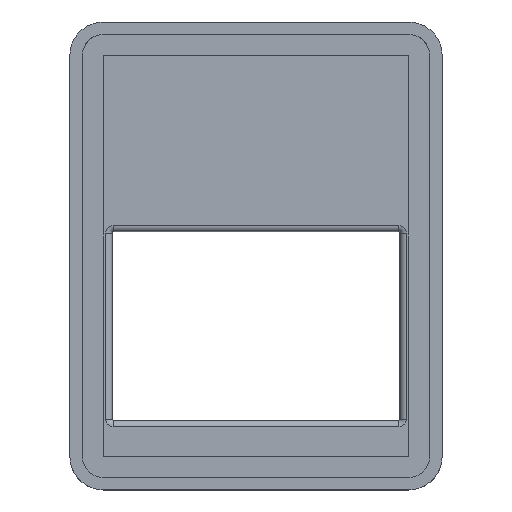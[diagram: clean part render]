
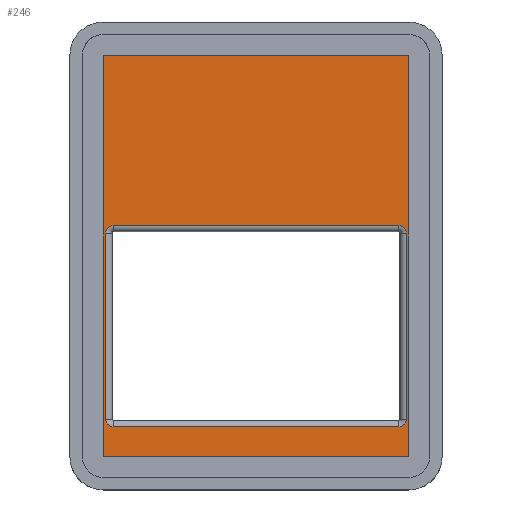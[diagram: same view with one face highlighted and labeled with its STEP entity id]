
A CAD part, top view. The second image highlights one B-rep face of the part: STEP entity #246.
In plain terms, the highlighted planar face has unit normal (0, 0, 1).
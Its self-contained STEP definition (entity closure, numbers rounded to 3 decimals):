
#246=ADVANCED_FACE('',(#1615,#1617),#1619,.T.);
#1615=FACE_BOUND('',#1616,.T.);
#1616=EDGE_LOOP('',(#3037,#3038,#3039,#3040));
#1617=FACE_BOUND('',#1618,.T.);
#1618=EDGE_LOOP('',(#3041,#3042,#3043,#3044,#3045,#3046,#3047,#3048));
#1619=PLANE('',#1620);
#1620=AXIS2_PLACEMENT_3D('',#1621,#1622,#1623);
#1621=CARTESIAN_POINT('',(0.,0.,1.5));
#1622=DIRECTION('',(0.,0.,1.));
#1623=DIRECTION('',(-1.,0.,0.));
#3037=ORIENTED_EDGE('',*,*,#3726,.T.);
#3038=ORIENTED_EDGE('',*,*,#3732,.T.);
#3039=ORIENTED_EDGE('',*,*,#3730,.T.);
#3040=ORIENTED_EDGE('',*,*,#3728,.T.);
#3041=ORIENTED_EDGE('',*,*,#3769,.T.);
#3042=ORIENTED_EDGE('',*,*,#3770,.T.);
#3043=ORIENTED_EDGE('',*,*,#3771,.T.);
#3044=ORIENTED_EDGE('',*,*,#3772,.T.);
#3045=ORIENTED_EDGE('',*,*,#3773,.T.);
#3046=ORIENTED_EDGE('',*,*,#3774,.T.);
#3047=ORIENTED_EDGE('',*,*,#3775,.T.);
#3048=ORIENTED_EDGE('',*,*,#3776,.T.);
#3726=EDGE_CURVE('',#4665,#4663,#4666,.T.);
#3728=EDGE_CURVE('',#4668,#4665,#4669,.T.);
#3730=EDGE_CURVE('',#4671,#4668,#4672,.T.);
#3732=EDGE_CURVE('',#4663,#4671,#4674,.T.);
#3769=EDGE_CURVE('',#4739,#4740,#4741,.T.);
#3770=EDGE_CURVE('',#4740,#4742,#4743,.F.);
#3771=EDGE_CURVE('',#4742,#4744,#4745,.T.);
#3772=EDGE_CURVE('',#4744,#4746,#4747,.F.);
#3773=EDGE_CURVE('',#4746,#4748,#4749,.T.);
#3774=EDGE_CURVE('',#4748,#4750,#4751,.F.);
#3775=EDGE_CURVE('',#4750,#4752,#4753,.T.);
#3776=EDGE_CURVE('',#4752,#4739,#4754,.F.);
#4663=VERTEX_POINT('',#6697);
#4665=VERTEX_POINT('',#6701);
#4666=LINE('',#6702,#6703);
#4668=VERTEX_POINT('',#6708);
#4669=LINE('',#6709,#6710);
#4671=VERTEX_POINT('',#6715);
#4672=LINE('',#6716,#6717);
#4674=LINE('',#6722,#6723);
#4739=VERTEX_POINT('',#6865);
#4740=VERTEX_POINT('',#6866);
#4741=CIRCLE('',#6867,0.6);
#4742=VERTEX_POINT('',#6871);
#4743=LINE('',#6872,#6873);
#4744=VERTEX_POINT('',#6875);
#4745=CIRCLE('',#6876,0.6);
#4746=VERTEX_POINT('',#6880);
#4747=LINE('',#6881,#6882);
#4748=VERTEX_POINT('',#6884);
#4749=CIRCLE('',#6885,0.6);
#4750=VERTEX_POINT('',#6889);
#4751=LINE('',#6890,#6891);
#4752=VERTEX_POINT('',#6893);
#4753=CIRCLE('',#6894,0.6);
#4754=LINE('',#6898,#6899);
#6697=CARTESIAN_POINT('',(-12.3,-16.15,1.5));
#6701=CARTESIAN_POINT('',(-12.3,16.15,1.5));
#6702=CARTESIAN_POINT('',(-12.3,16.15,1.5));
#6703=VECTOR('',#6704,1.);
#6704=DIRECTION('',(0.,-1.,0.));
#6708=CARTESIAN_POINT('',(12.3,16.15,1.5));
#6709=CARTESIAN_POINT('',(12.3,16.15,1.5));
#6710=VECTOR('',#6711,1.);
#6711=DIRECTION('',(-1.,0.,0.));
#6715=CARTESIAN_POINT('',(12.3,-16.15,1.5));
#6716=CARTESIAN_POINT('',(12.3,-16.15,1.5));
#6717=VECTOR('',#6718,1.);
#6718=DIRECTION('',(0.,1.,0.));
#6722=CARTESIAN_POINT('',(-12.3,-16.15,1.5));
#6723=VECTOR('',#6724,1.);
#6724=DIRECTION('',(1.,0.,0.));
#6865=CARTESIAN_POINT('',(12.1,-13.15,1.5));
#6866=CARTESIAN_POINT('',(11.5,-13.75,1.5));
#6867=AXIS2_PLACEMENT_3D('',#6868,#6869,#6870);
#6868=CARTESIAN_POINT('',(11.5,-13.15,1.5));
#6869=DIRECTION('',(0.,0.,-1.));
#6870=DIRECTION('',(1.,0.,0.));
#6871=CARTESIAN_POINT('',(-11.5,-13.75,1.5));
#6872=CARTESIAN_POINT('',(-11.5,-13.75,1.5));
#6873=VECTOR('',#6874,1.);
#6874=DIRECTION('',(1.,0.,0.));
#6875=CARTESIAN_POINT('',(-12.1,-13.15,1.5));
#6876=AXIS2_PLACEMENT_3D('',#6877,#6878,#6879);
#6877=CARTESIAN_POINT('',(-11.5,-13.15,1.5));
#6878=DIRECTION('',(0.,0.,-1.));
#6879=DIRECTION('',(0.,-1.,0.));
#6880=CARTESIAN_POINT('',(-12.1,1.85,1.5));
#6881=CARTESIAN_POINT('',(-12.1,1.85,1.5));
#6882=VECTOR('',#6883,1.);
#6883=DIRECTION('',(0.,-1.,0.));
#6884=CARTESIAN_POINT('',(-11.5,2.45,1.5));
#6885=AXIS2_PLACEMENT_3D('',#6886,#6887,#6888);
#6886=CARTESIAN_POINT('',(-11.5,1.85,1.5));
#6887=DIRECTION('',(0.,0.,-1.));
#6888=DIRECTION('',(-1.,0.,0.));
#6889=CARTESIAN_POINT('',(11.5,2.45,1.5));
#6890=CARTESIAN_POINT('',(11.5,2.45,1.5));
#6891=VECTOR('',#6892,1.);
#6892=DIRECTION('',(-1.,0.,0.));
#6893=CARTESIAN_POINT('',(12.1,1.85,1.5));
#6894=AXIS2_PLACEMENT_3D('',#6895,#6896,#6897);
#6895=CARTESIAN_POINT('',(11.5,1.85,1.5));
#6896=DIRECTION('',(0.,0.,-1.));
#6897=DIRECTION('',(0.,1.,0.));
#6898=CARTESIAN_POINT('',(12.1,-13.15,1.5));
#6899=VECTOR('',#6900,1.);
#6900=DIRECTION('',(0.,1.,0.));
